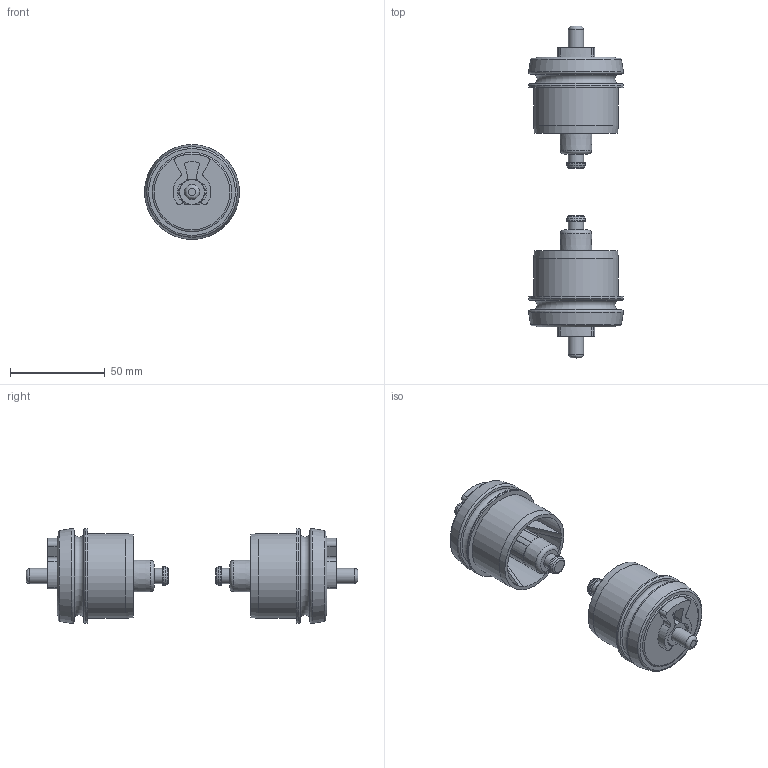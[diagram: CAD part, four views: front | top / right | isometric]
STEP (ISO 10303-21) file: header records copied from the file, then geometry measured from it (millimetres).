
FILE_DESCRIPTION(/* description */ ('KriTec Transportrolle TR50 Lagersatz '),/* implementation_level */ '2;1');
FILE_NAME(/* name */ '10530_KriTec_Transportrolle_TR50_Lagersatz.stp',/* time_stamp */ '2019-08-28T10:33:48+02:00',/* author */ ('jendrek'),/* organization */ (''),/* preprocessor_version */ 'ST-DEVELOPER v17',/* originating_system */ 'Autodesk Inventor 2018',/* authorisation */ '');
FILE_SCHEMA (('AUTOMOTIVE_DESIGN { 1 0 10303 214 3 1 1 }'));
Length unit declared in the file: millimetre
Products named in the file (1): 10530
Bounding box: 50.01 x 174.8 x 50.01 mm (x, y, z)
Volume: 83934.5 mm3; surface area: 39139.9 mm2
Topology: 2 solids, 2 shells, 234 faces, 634 edges, 414 vertices
Faces by surface type: plane 104, cylinder 74, cone 38, torus 16, bspline 2
Full cylindrical faces by diameter (mm): 8 x6, 10 x2, 16.72 x2, 44.61 x2, 50.01 x2
Entity records: 7637 total; most frequent: CARTESIAN_POINT 1467, DIRECTION 1316, ORIENTED_EDGE 1268, EDGE_CURVE 634, AXIS2_PLACEMENT_3D 505, VERTEX_POINT 414, LINE 306, VECTOR 306
